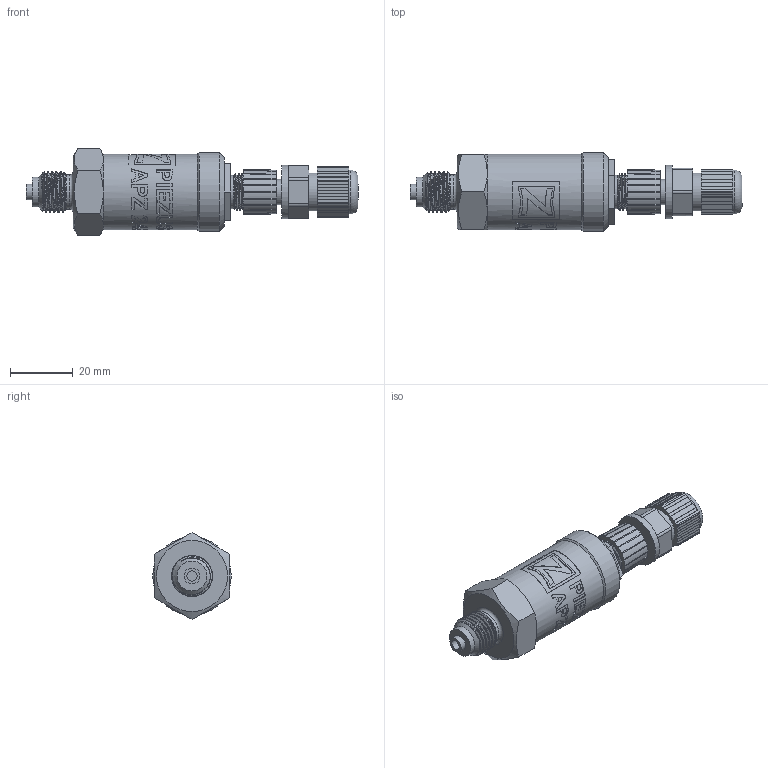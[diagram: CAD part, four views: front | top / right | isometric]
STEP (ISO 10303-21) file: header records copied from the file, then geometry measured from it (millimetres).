
FILE_DESCRIPTION(/* description */ (''),/* implementation_level */ '2;1');
FILE_NAME(/* name */ 'APZ2422_G1''4EN_M12x1-straight.step',/* time_stamp */ '2021-07-09T14:54:13+03:00',/* author */ (''),/* organization */ (''),/* preprocessor_version */ 'ST-DEVELOPER v18.1',/* originating_system */ 'Autodesk Translation Framework v10.9.0.1377',/* authorisation */ '');
FILE_SCHEMA (('AUTOMOTIVE_DESIGN { 1 0 10303 214 3 1 1 }'));
Products named in the file (6): (Unsaved); G 1/4 EN; Адаптер М12х1; M12x1 assembly v4; M12x1 female straight v9; M12x1 male v16
Assembly tree (5 placements, depth 3):
  (Unsaved)
    G 1/4 EN
    Адаптер М12х1
    M12x1 assembly v4
      M12x1 female straight v9
      M12x1 male v16
Bounding box: 105.67 x 25 x 27.71 mm (x, y, z)
Volume: 31047.5 mm3; surface area: 13972.1 mm2
Topology: 15 solids, 15 shells, 763 faces, 2067 edges, 1369 vertices
Faces by surface type: bspline 333, plane 258, cylinder 126, cone 40, torus 6
Full cylindrical faces by diameter (mm): 1 x12, 1.5 x4, 3.3 x1, 5 x1, 7.3 x1, 8 x3, 8.2 x1, 9.5 x1, 10.293 x1, 10.6 x2, 10.741 x6, 11 x1, 11.445 x5, 11.884 x5, 12 x1, 14 x2, 14.137 x4, 14.526 x7, 15.85 x3, 16.203 x8, 17 x1, 22.15 x2, 22.65 x2, 24 x1, 25 x1
Entity records: 50799 total; most frequent: CARTESIAN_POINT 33317, ORIENTED_EDGE 4134, DIRECTION 2656, EDGE_CURVE 2067, VERTEX_POINT 1369, LINE 1058, VECTOR 1058, EDGE_LOOP 812
